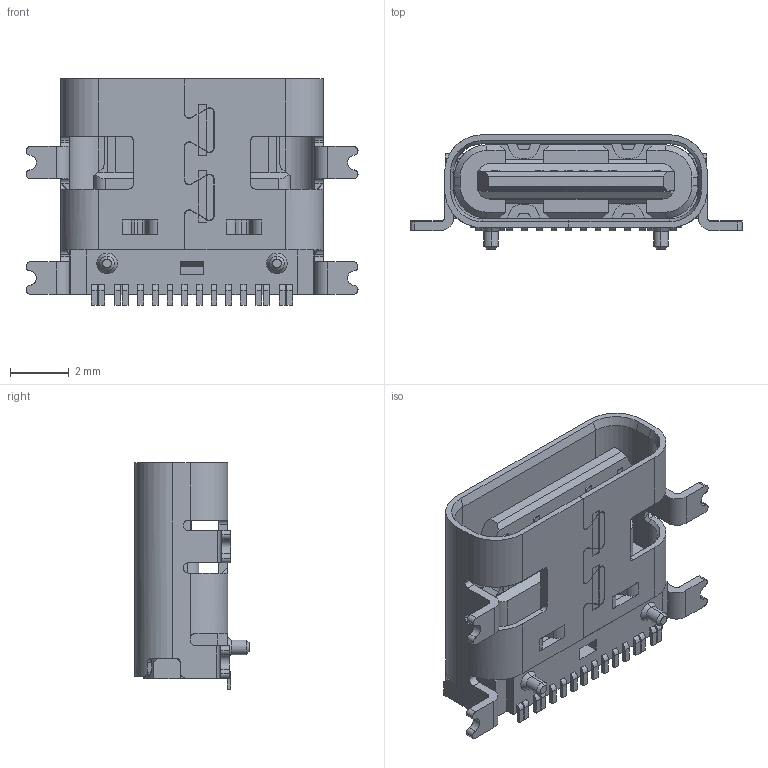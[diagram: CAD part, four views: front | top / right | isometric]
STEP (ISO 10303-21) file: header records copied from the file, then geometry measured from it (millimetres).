
FILE_DESCRIPTION(('STEP AP242'),'1');
FILE_NAME('usb4110-gf-a.stp','2022-09-26T09:36:26',('TraceParts'),('TraceParts S.A.'),'Spatial InterOp 3D',' ',' ');
FILE_SCHEMA(('AP242_MANAGED_MODEL_BASED_3D_ENGINEERING_MIM_LF {1 0 10303 442 1 1 4}'));
Length unit declared in the file: millimetre
Products named in the file (1): usb4110-gf-a
Bounding box: 11.3 x 3.89 x 7.7 mm (x, y, z)
Volume: 114.3 mm3; surface area: 485.5 mm2
Topology: 1 solids, 1 shells, 815 faces, 2370 edges, 1532 vertices
Faces by surface type: plane 603, cylinder 180, cone 26, bspline 6
Entity records: 31849 total; most frequent: CARTESIAN_POINT 6031, ORIENTED_EDGE 4734, DIRECTION 4016, EDGE_CURVE 2367, LINE 1722, VECTOR 1722, VERTEX_POINT 1532, AXIS2_PLACEMENT_3D 1147
